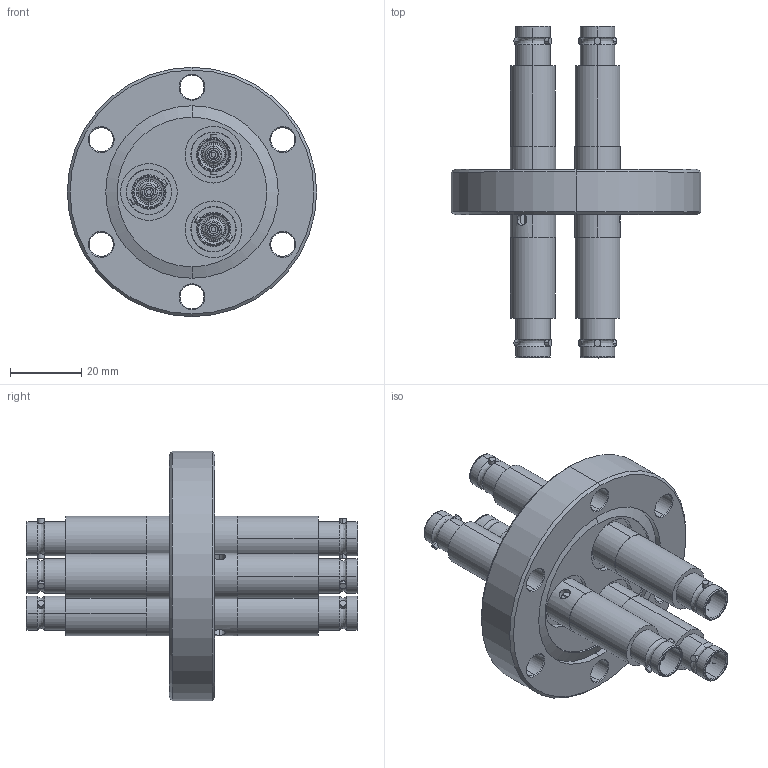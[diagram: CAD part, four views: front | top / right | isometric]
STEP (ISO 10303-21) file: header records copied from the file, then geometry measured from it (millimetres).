
FILE_DESCRIPTION (( 'STEP AP214' ), '1' );
FILE_NAME ('241-BNCD-C40-3.step', '2025-02-18T19:25:54', ( '' ), ( '' ), 'SwSTEP 2.0', 'SolidWorks 2022', '' );
FILE_SCHEMA (( 'AUTOMOTIVE_DESIGN' ));
Length unit declared in the file: millimetre
Products named in the file (1): 241-BNCD-C40-3
Bounding box: 69.85 x 92.96 x 69.85 mm (x, y, z)
Volume: 56054 mm3; surface area: 40090.4 mm2
Topology: 1 solids, 1 shells, 903 faces, 2339 edges, 1499 vertices
Faces by surface type: cylinder 383, plane 255, cone 172, bspline 93
Entity records: 30516 total; most frequent: CARTESIAN_POINT 7993, DIRECTION 4997, ORIENTED_EDGE 4666, EDGE_CURVE 2333, AXIS2_PLACEMENT_3D 2071, VERTEX_POINT 1499, CIRCLE 1260, EDGE_LOOP 1030
